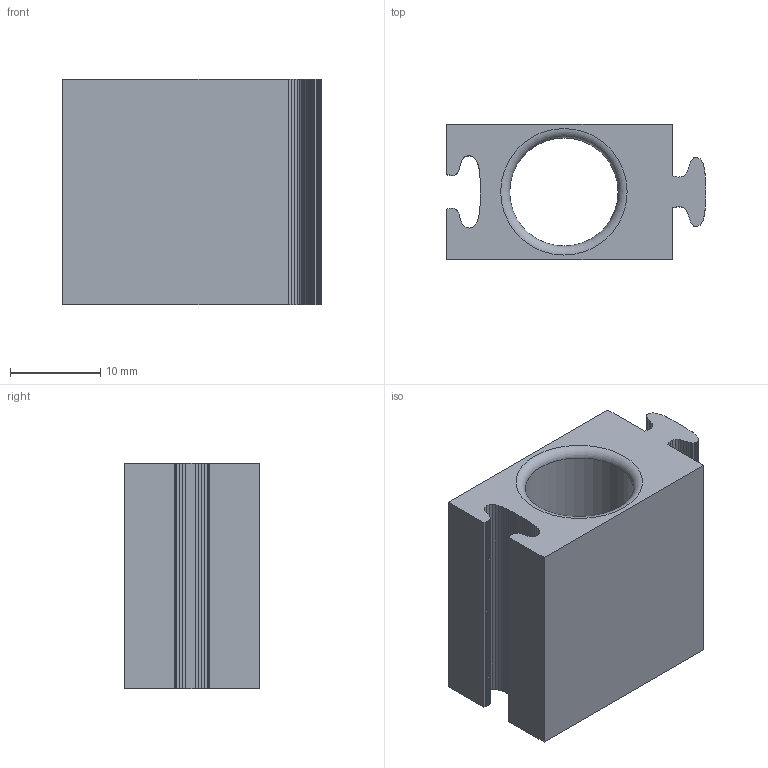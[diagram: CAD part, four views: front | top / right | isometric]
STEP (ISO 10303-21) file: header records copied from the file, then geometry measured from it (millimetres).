
FILE_DESCRIPTION(/* description */ ('STEP AP242','CAx-IF Rec.Pracs.---Representation and Presentation of Product Manufacturing Information (PMI)---4.0---2014-10-13','CAx-IF Rec.Pracs.---3D Tessellated Geometry---0.4---2014-09-14','2;1'),/* implementation_level */ '2;1');
FILE_NAME(/* name */ '620cf31dfe1e371287042127',/* time_stamp */ '2022-02-16T12:50:37+00:00',/* author */ (''),/* organization */ (''),/* preprocessor_version */ 'ST-DEVELOPER v18.101',/* originating_system */ ' ',/* authorisation */ ' ');
FILE_SCHEMA (('AP242_MANAGED_MODEL_BASED_3D_ENGINEERING_MIM_LF { 1 0 10303 442 1 1 4 }'));
Length unit declared in the file: metre
Products named in the file (1): toolBox_17_PermanentMarker
Bounding box: 28.67 x 15 x 25 mm (x, y, z)
Volume: 6470.6 mm3; surface area: 4084.4 mm2
Topology: 1 solids, 1 shells, 154 faces, 455 edges, 303 vertices
Faces by surface type: plane 152, cylinder 1, torus 1
Full cylindrical faces by diameter (mm): 12 x1
Entity records: 5050 total; most frequent: CARTESIAN_POINT 911, ORIENTED_EDGE 906, DIRECTION 766, EDGE_CURVE 453, LINE 450, VECTOR 450, VERTEX_POINT 303, EDGE_LOOP 158
